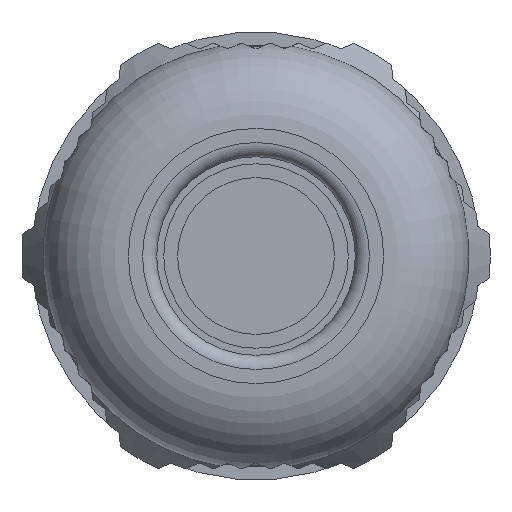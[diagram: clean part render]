
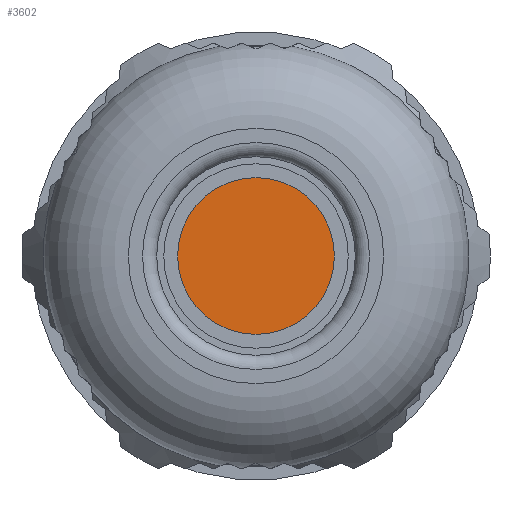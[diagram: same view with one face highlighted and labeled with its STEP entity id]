
A CAD part, front view. The second image highlights one B-rep face of the part: STEP entity #3602.
In plain terms, the highlighted planar face has unit normal (0, -1, 0).
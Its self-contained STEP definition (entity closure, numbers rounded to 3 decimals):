
#815=FACE_OUTER_BOUND($,#1050,.T.);
#1050=EDGE_LOOP($,(#2402));
#1315=CIRCLE($,#3852,3.5);
#1462=VERTEX_POINT($,#5272);
#1843=EDGE_CURVE($,#1462,#1462,#1315,.T.);
#2402=ORIENTED_EDGE($,*,*,#1843,.F.);
#3459=PLANE($,#3854);
#3602=ADVANCED_FACE($,(#815),#3459,.T.);
#3852=AXIS2_PLACEMENT_3D($,#5273,#4282,#4283);
#3854=AXIS2_PLACEMENT_3D($,#5276,#4286,#4287);
#4282=DIRECTION('center_axis',(0.,1.,0.));
#4283=DIRECTION('ref_axis',(-0.5,0.,0.866));
#4286=DIRECTION('center_axis',(0.,-1.,0.));
#4287=DIRECTION('ref_axis',(0.5,0.,-0.866));
#5272=CARTESIAN_POINT('',(59.586,71.916,-4.281));
#5273=CARTESIAN_POINT('Origin',(57.836,71.916,-1.25));
#5276=CARTESIAN_POINT('Origin',(50.278,71.916,2.501));
